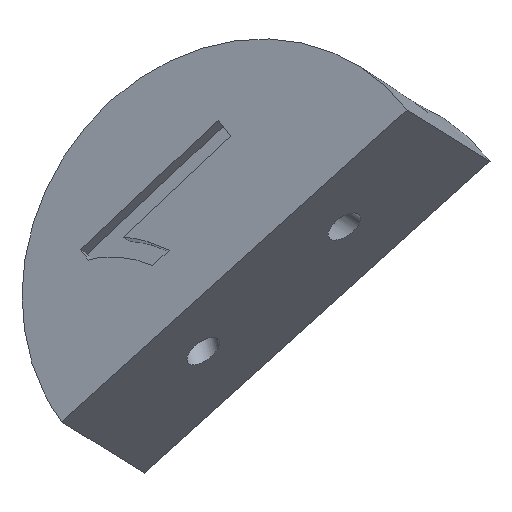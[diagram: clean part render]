
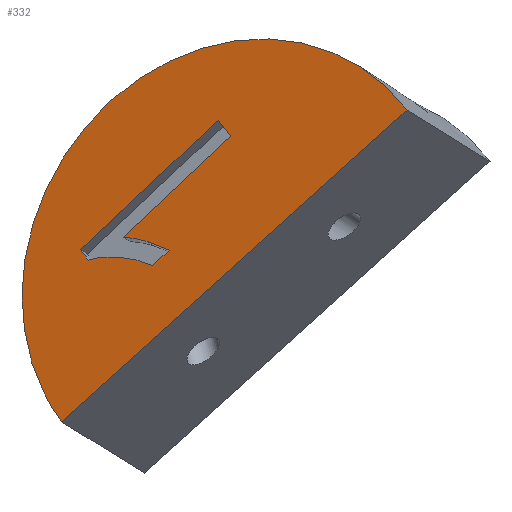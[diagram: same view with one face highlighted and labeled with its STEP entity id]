
A CAD part, top view. The second image highlights one B-rep face of the part: STEP entity #332.
In plain terms, the highlighted planar face has unit normal (-0.435, 0.267, 0.86).
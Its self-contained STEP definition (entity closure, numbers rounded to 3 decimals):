
#19=FACE_BOUND('',#86,.T.);
#20=B_SPLINE_CURVE_WITH_KNOTS('',3,(#425,#426,#427,#428,#429),
 .UNSPECIFIED.,.F.,.F.,(4,1,4),(0.,0.057,0.104),
 .UNSPECIFIED.);
#22=B_SPLINE_CURVE_WITH_KNOTS('',3,(#448,#449,#450,#451,#452),
 .UNSPECIFIED.,.F.,.F.,(4,1,4),(0.,0.066,0.129),
 .UNSPECIFIED.);
#24=B_SPLINE_CURVE_WITH_KNOTS('',3,(#477,#478,#479,#480,#481),
 .UNSPECIFIED.,.F.,.F.,(4,1,4),(0.,0.047,0.086),
 .UNSPECIFIED.);
#26=B_SPLINE_CURVE_WITH_KNOTS('',3,(#500,#501,#502,#503,#504),
 .UNSPECIFIED.,.F.,.F.,(4,1,4),(0.,0.04,0.086),
 .UNSPECIFIED.);
#37=B_SPLINE_CURVE_WITH_KNOTS('',3,(#1338,#1339,#1340,#1341,#1342,#1343,
#1344,#1345,#1346,#1347,#1348,#1349,#1350),.UNSPECIFIED.,.F.,.F.,(4,3,3,
3,4),(-0.819,-0.002,0.81,1.627,
2.322),.UNSPECIFIED.);
#63=FACE_OUTER_BOUND('',#85,.T.);
#85=EDGE_LOOP('',(#294,#295));
#86=EDGE_LOOP('',(#296,#297,#298,#299,#300,#301,#302,#303,#304));
#88=LINE('',#408,#115);
#94=LINE('',#462,#121);
#99=LINE('',#514,#126);
#102=LINE('',#520,#129);
#105=LINE('',#525,#132);
#114=LINE('',#1354,#141);
#115=VECTOR('',#361,10.);
#121=VECTOR('',#369,10.);
#126=VECTOR('',#376,10.);
#129=VECTOR('',#381,10.);
#132=VECTOR('',#386,10.);
#141=VECTOR('',#399,10.);
#142=VERTEX_POINT('',#406);
#143=VERTEX_POINT('',#407);
#146=VERTEX_POINT('',#424);
#148=VERTEX_POINT('',#447);
#150=VERTEX_POINT('',#461);
#152=VERTEX_POINT('',#476);
#154=VERTEX_POINT('',#499);
#156=VERTEX_POINT('',#513);
#158=VERTEX_POINT('',#519);
#170=VERTEX_POINT('',#1335);
#171=VERTEX_POINT('',#1337);
#172=EDGE_CURVE('',#142,#143,#88,.T.);
#176=EDGE_CURVE('',#146,#142,#20,.T.);
#179=EDGE_CURVE('',#148,#146,#22,.T.);
#182=EDGE_CURVE('',#150,#148,#94,.T.);
#185=EDGE_CURVE('',#152,#150,#24,.T.);
#188=EDGE_CURVE('',#154,#152,#26,.T.);
#191=EDGE_CURVE('',#156,#154,#99,.T.);
#194=EDGE_CURVE('',#158,#156,#102,.T.);
#197=EDGE_CURVE('',#143,#158,#105,.T.);
#213=EDGE_CURVE('',#171,#170,#37,.T.);
#216=EDGE_CURVE('',#170,#171,#114,.T.);
#294=ORIENTED_EDGE('',*,*,#216,.T.);
#295=ORIENTED_EDGE('',*,*,#213,.T.);
#296=ORIENTED_EDGE('',*,*,#172,.T.);
#297=ORIENTED_EDGE('',*,*,#197,.T.);
#298=ORIENTED_EDGE('',*,*,#194,.T.);
#299=ORIENTED_EDGE('',*,*,#191,.T.);
#300=ORIENTED_EDGE('',*,*,#188,.T.);
#301=ORIENTED_EDGE('',*,*,#185,.T.);
#302=ORIENTED_EDGE('',*,*,#182,.T.);
#303=ORIENTED_EDGE('',*,*,#179,.T.);
#304=ORIENTED_EDGE('',*,*,#176,.T.);
#314=PLANE('',#355);
#332=ADVANCED_FACE('',(#63,#19),#314,.T.);
#355=AXIS2_PLACEMENT_3D('',#1355,#400,#401);
#361=DIRECTION('',(-0.541,0.687,-0.486));
#369=DIRECTION('',(-0.72,-0.676,-0.155));
#376=DIRECTION('',(-0.72,-0.676,-0.155));
#381=DIRECTION('',(0.541,-0.687,0.486));
#386=DIRECTION('',(0.72,0.676,0.155));
#399=DIRECTION('',(0.732,0.661,0.165));
#400=DIRECTION('center_axis',(-0.435,0.267,0.86));
#401=DIRECTION('ref_axis',(0.892,0.,0.451));
#406=CARTESIAN_POINT('',(38.484,-18.225,126.263));
#407=CARTESIAN_POINT('',(38.227,-17.899,126.033));
#408=CARTESIAN_POINT('',(39.075,-18.976,126.795));
#424=CARTESIAN_POINT('',(39.415,-18.132,126.706));
#425=CARTESIAN_POINT('Ctrl Pts',(39.415,-18.132,126.706));
#426=CARTESIAN_POINT('Ctrl Pts',(39.247,-18.124,126.618));
#427=CARTESIAN_POINT('Ctrl Pts',(38.937,-18.109,126.457));
#428=CARTESIAN_POINT('Ctrl Pts',(38.625,-18.189,126.324));
#429=CARTESIAN_POINT('Ctrl Pts',(38.484,-18.225,126.263));
#447=CARTESIAN_POINT('',(40.506,-18.398,127.34));
#448=CARTESIAN_POINT('Ctrl Pts',(40.506,-18.398,127.34));
#449=CARTESIAN_POINT('Ctrl Pts',(40.327,-18.33,127.228));
#450=CARTESIAN_POINT('Ctrl Pts',(39.978,-18.197,127.011));
#451=CARTESIAN_POINT('Ctrl Pts',(39.6,-18.153,126.806));
#452=CARTESIAN_POINT('Ctrl Pts',(39.415,-18.132,126.706));
#461=CARTESIAN_POINT('',(41.019,-17.916,127.45));
#462=CARTESIAN_POINT('',(41.518,-17.447,127.557));
#476=CARTESIAN_POINT('',(40.326,-17.641,127.014));
#477=CARTESIAN_POINT('Ctrl Pts',(40.326,-17.641,127.014));
#478=CARTESIAN_POINT('Ctrl Pts',(40.454,-17.681,127.092));
#479=CARTESIAN_POINT('Ctrl Pts',(40.693,-17.756,127.236));
#480=CARTESIAN_POINT('Ctrl Pts',(40.916,-17.865,127.382));
#481=CARTESIAN_POINT('Ctrl Pts',(41.019,-17.916,127.45));
#499=CARTESIAN_POINT('',(39.583,-17.505,126.596));
#500=CARTESIAN_POINT('Ctrl Pts',(39.583,-17.505,126.596));
#501=CARTESIAN_POINT('Ctrl Pts',(39.7,-17.515,126.659));
#502=CARTESIAN_POINT('Ctrl Pts',(39.954,-17.536,126.794));
#503=CARTESIAN_POINT('Ctrl Pts',(40.196,-17.604,126.937));
#504=CARTESIAN_POINT('Ctrl Pts',(40.326,-17.641,127.014));
#513=CARTESIAN_POINT('',(42.964,-14.33,127.322));
#514=CARTESIAN_POINT('',(42.093,-15.148,127.135));
#519=CARTESIAN_POINT('',(42.566,-13.824,126.964));
#520=CARTESIAN_POINT('',(43.286,-14.738,127.611));
#525=CARTESIAN_POINT('',(39.525,-16.679,126.311));
#1335=CARTESIAN_POINT('',(37.641,-23.314,127.414));
#1337=CARTESIAN_POINT('',(48.499,-13.516,129.869));
#1338=CARTESIAN_POINT('Ctrl Pts',(48.499,-13.516,129.869));
#1339=CARTESIAN_POINT('Ctrl Pts',(47.44,-12.098,128.894));
#1340=CARTESIAN_POINT('Ctrl Pts',(45.752,-11.265,127.782));
#1341=CARTESIAN_POINT('Ctrl Pts',(43.948,-11.268,126.871));
#1342=CARTESIAN_POINT('Ctrl Pts',(42.157,-11.272,125.967));
#1343=CARTESIAN_POINT('Ctrl Pts',(40.277,-12.101,125.273));
#1344=CARTESIAN_POINT('Ctrl Pts',(38.872,-13.507,124.998));
#1345=CARTESIAN_POINT('Ctrl Pts',(37.459,-14.921,124.722));
#1346=CARTESIAN_POINT('Ctrl Pts',(36.546,-16.899,124.873));
#1347=CARTESIAN_POINT('Ctrl Pts',(36.411,-18.84,125.406));
#1348=CARTESIAN_POINT('Ctrl Pts',(36.296,-20.495,125.861));
#1349=CARTESIAN_POINT('Ctrl Pts',(36.739,-22.108,126.585));
#1350=CARTESIAN_POINT('Ctrl Pts',(37.641,-23.314,127.414));
#1354=CARTESIAN_POINT('',(37.641,-23.314,127.414));
#1355=CARTESIAN_POINT('Origin',(42.263,-17.289,127.885));
